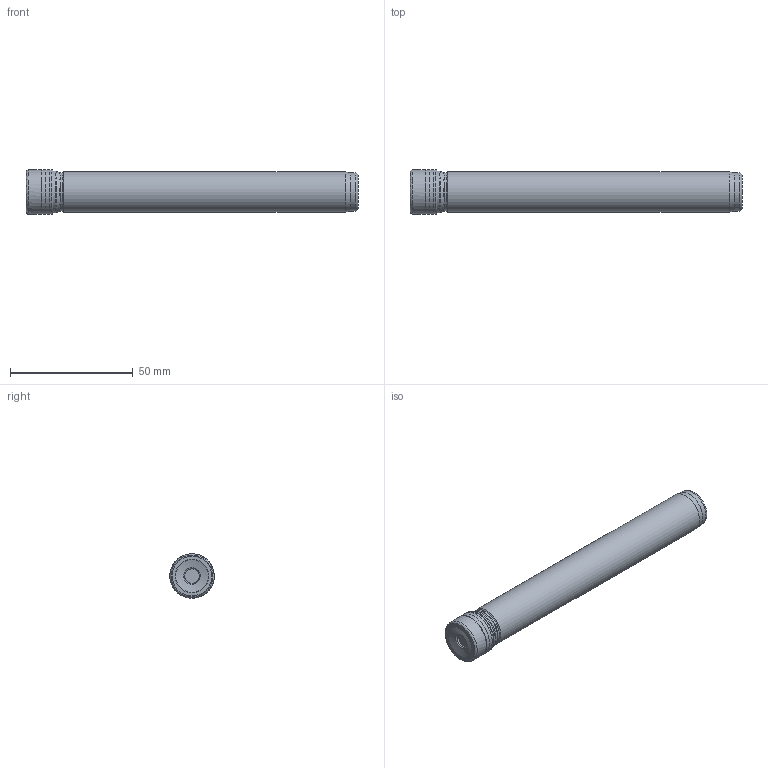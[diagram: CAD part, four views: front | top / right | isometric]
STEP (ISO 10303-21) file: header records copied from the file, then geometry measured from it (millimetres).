
FILE_DESCRIPTION(/* description */ (''),/* implementation_level */ '2;1');
FILE_NAME(/* name */ 'AEM90-AD11-D18-C16-L135-Z02-H.stp',/* time_stamp */ '2023-10-18T17:41:54+03:00',/* author */ (''),/* organization */ (''),/* preprocessor_version */ 'ST-DEVELOPER v19.4',/* originating_system */ 'SIEMENS PLM Software NX2306.3001',/* authorisation */ '');
FILE_SCHEMA (('AUTOMOTIVE_DESIGN { 1 0 10303 214 3 1 1 1 }'));
Length unit declared in the file: millimetre
Products named in the file (1): AEM90-AD11-D18-C16-L135-Z02-H-lllll
Bounding box: 135 x 18.15 x 18.15 mm (x, y, z)
Volume: 30428.1 mm3; surface area: 8457.7 mm2
Topology: 2 solids, 2 shells, 39 faces, 95 edges, 59 vertices
Faces by surface type: revolution 20, torus 6, cone 6, cylinder 4, plane 3
Full cylindrical faces by diameter (mm): 15.5 x2, 16.3 x1, 17 x1
Entity records: 974 total; most frequent: CARTESIAN_POINT 279, DIRECTION 138, EDGE_LOOP 76, ORIENTED_EDGE 76, FACE_BOUND 74, AXIS2_PLACEMENT_3D 58, ADVANCED_FACE 39, VERTEX_POINT 38
